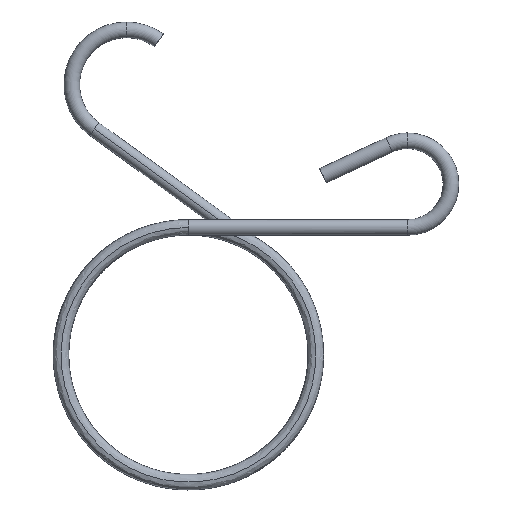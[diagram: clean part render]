
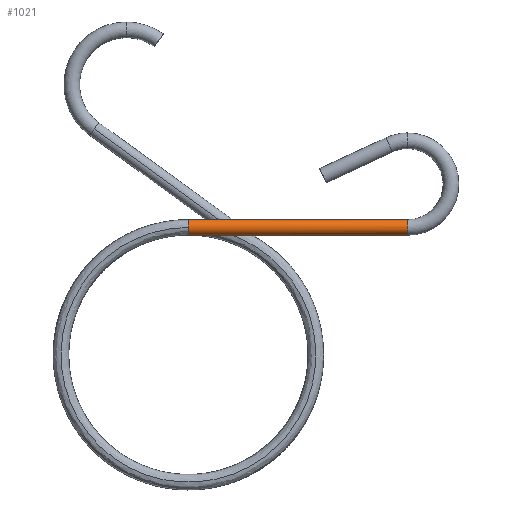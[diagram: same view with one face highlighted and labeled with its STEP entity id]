
A CAD part, front view. The second image highlights one B-rep face of the part: STEP entity #1021.
In plain terms, the highlighted cylindrical face has radius 0.375 mm (diameter 0.75 mm), a partial arc.
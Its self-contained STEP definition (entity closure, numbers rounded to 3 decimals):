
#63 = CARTESIAN_POINT ( 'NONE',  ( -0.002, -0.22, 5.725 ) ) ;
#81 = ORIENTED_EDGE ( 'NONE', *, *, #1866, .T. ) ;
#110 = VECTOR ( 'NONE', #336, 1000. ) ;
#158 = CARTESIAN_POINT ( 'NONE',  ( 10.5, 0., 6.475 ) ) ;
#246 = CARTESIAN_POINT ( 'NONE',  ( 0., 0., 5.725 ) ) ;
#324 = CARTESIAN_POINT ( 'NONE',  ( 10.5, 0., 5.725 ) ) ;
#336 = DIRECTION ( 'NONE',  ( -1., 0., 0. ) ) ;
#378 = CARTESIAN_POINT ( 'NONE',  ( -0.004, -0.375, 6.1 ) ) ;
#419 = CARTESIAN_POINT ( 'NONE',  ( -0.004, -0.375, 6.1 ) ) ;
#452 = VERTEX_POINT ( 'NONE', #1933 ) ;
#469 = AXIS2_PLACEMENT_3D ( 'NONE', #1517, #856, #1725 ) ;
#513 = CARTESIAN_POINT ( 'NONE',  ( 0., 0., 6.475 ) ) ;
#542 = AXIS2_PLACEMENT_3D ( 'NONE', #1901, #2039, #1194 ) ;
#564 = CARTESIAN_POINT ( 'NONE',  ( 0., 0., 6.475 ) ) ;
#728 = VERTEX_POINT ( 'NONE', #942 ) ;
#785 = EDGE_CURVE ( 'NONE', #728, #1668, #1435, .T. ) ;
#856 = DIRECTION ( 'NONE',  ( 1., 0., 0. ) ) ;
#892 = CIRCLE ( 'NONE', #469, 0.375 ) ;
#918 = EDGE_CURVE ( 'NONE', #1668, #1097, #1307, .T. ) ;
#919 = CARTESIAN_POINT ( 'NONE',  ( -0.004, -0.375, 6.1 ) ) ;
#942 = CARTESIAN_POINT ( 'NONE',  ( 0., 0., 5.725 ) ) ;
#947 = EDGE_CURVE ( 'NONE', #1031, #452, #892, .T. ) ;
#986 = LINE ( 'NONE', #158, #2164 ) ;
#1021 = ADVANCED_FACE ( 'NONE', ( #1226 ), #1362, .T. ) ;
#1031 = VERTEX_POINT ( 'NONE', #2108 ) ;
#1083 = CARTESIAN_POINT ( 'NONE',  ( -0.004, -0.375, 5.88 ) ) ;
#1097 = VERTEX_POINT ( 'NONE', #564 ) ;
#1193 = DIRECTION ( 'NONE',  ( -1., 0., 0. ) ) ;
#1194 = DIRECTION ( 'NONE',  ( 0., 0., 1. ) ) ;
#1226 = FACE_OUTER_BOUND ( 'NONE', #1977, .T. ) ;
#1256 = ORIENTED_EDGE ( 'NONE', *, *, #2001, .F. ) ;
#1307 =( BOUNDED_CURVE ( )  B_SPLINE_CURVE ( 3, ( #378, #2028, #1858, #513 ),
 .UNSPECIFIED., .F., .F. ) 
 B_SPLINE_CURVE_WITH_KNOTS ( ( 4, 4 ),
 ( 0., 1.571 ),
 .UNSPECIFIED. ) 
 CURVE ( )  GEOMETRIC_REPRESENTATION_ITEM ( )  RATIONAL_B_SPLINE_CURVE ( ( 1., 0.805, 0.805, 1. ) ) 
 REPRESENTATION_ITEM ( '' )  );
#1362 = CYLINDRICAL_SURFACE ( 'NONE', #542, 0.375 ) ;
#1435 =( BOUNDED_CURVE ( )  B_SPLINE_CURVE ( 3, ( #246, #63, #1083, #919 ),
 .UNSPECIFIED., .F., .F. ) 
 B_SPLINE_CURVE_WITH_KNOTS ( ( 4, 4 ),
 ( 4.712, 6.283 ),
 .UNSPECIFIED. ) 
 CURVE ( )  GEOMETRIC_REPRESENTATION_ITEM ( )  RATIONAL_B_SPLINE_CURVE ( ( 1., 0.805, 0.805, 1. ) ) 
 REPRESENTATION_ITEM ( '' )  );
#1477 = ORIENTED_EDGE ( 'NONE', *, *, #918, .F. ) ;
#1487 = ORIENTED_EDGE ( 'NONE', *, *, #947, .F. ) ;
#1517 = CARTESIAN_POINT ( 'NONE',  ( 10.5, 0., 6.1 ) ) ;
#1545 = ORIENTED_EDGE ( 'NONE', *, *, #785, .F. ) ;
#1668 = VERTEX_POINT ( 'NONE', #419 ) ;
#1725 = DIRECTION ( 'NONE',  ( 0., 0., -1. ) ) ;
#1858 = CARTESIAN_POINT ( 'NONE',  ( -0.002, -0.22, 6.475 ) ) ;
#1866 = EDGE_CURVE ( 'NONE', #1031, #1097, #986, .T. ) ;
#1901 = CARTESIAN_POINT ( 'NONE',  ( 10.5, 0., 6.1 ) ) ;
#1933 = CARTESIAN_POINT ( 'NONE',  ( 10.5, 0., 5.725 ) ) ;
#1977 = EDGE_LOOP ( 'NONE', ( #1256, #1487, #81, #1477, #1545 ) ) ;
#2001 = EDGE_CURVE ( 'NONE', #452, #728, #2177, .T. ) ;
#2028 = CARTESIAN_POINT ( 'NONE',  ( -0.004, -0.375, 6.32 ) ) ;
#2039 = DIRECTION ( 'NONE',  ( -1., 0., 0. ) ) ;
#2108 = CARTESIAN_POINT ( 'NONE',  ( 10.5, 0., 6.475 ) ) ;
#2164 = VECTOR ( 'NONE', #1193, 1000. ) ;
#2177 = LINE ( 'NONE', #324, #110 ) ;
